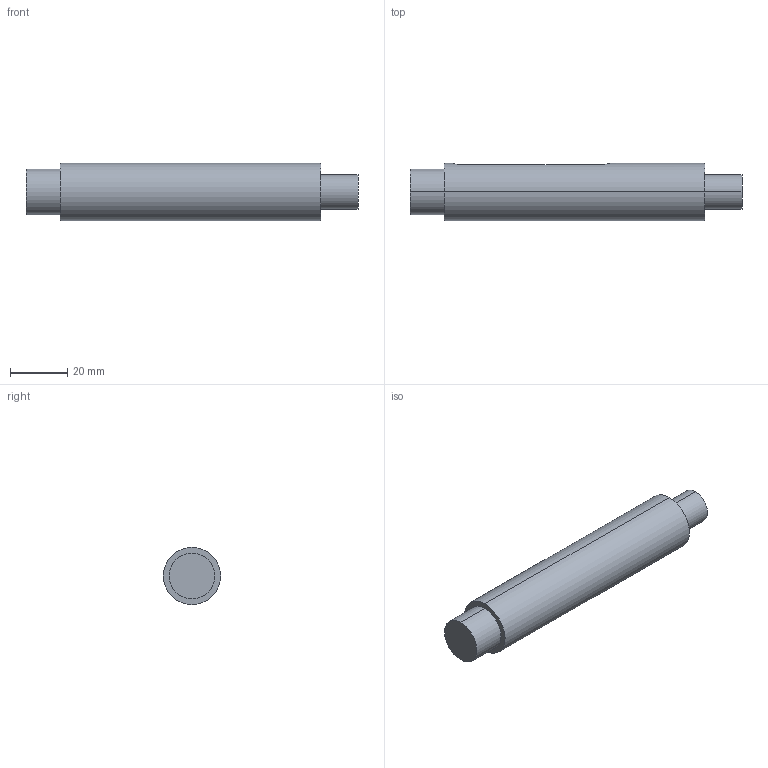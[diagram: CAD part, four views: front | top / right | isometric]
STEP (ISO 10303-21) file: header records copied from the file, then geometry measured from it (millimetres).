
FILE_DESCRIPTION (( 'STEP AP203' ), '1' );
FILE_NAME ('Axe poulie de direction.STEP', '2024-02-12T18:19:21', ( '' ), ( '' ), 'SwSTEP 2.0', 'SolidWorks 2018', '' );
FILE_SCHEMA (( 'CONFIG_CONTROL_DESIGN' ));
Length unit declared in the file: millimetre
Products named in the file (1): Axe poulie de direction
Bounding box: 116.23 x 20 x 20 mm (x, y, z)
Volume: 31623.5 mm3; surface area: 7749.6 mm2
Topology: 1 solids, 1 shells, 15 faces, 30 edges, 20 vertices
Faces by surface type: cylinder 8, plane 7
Entity records: 533 total; most frequent: CARTESIAN_POINT 128, DIRECTION 74, ORIENTED_EDGE 60, EDGE_CURVE 30, AXIS2_PLACEMENT_3D 30, VERTEX_POINT 20, EDGE_LOOP 18, FACE_OUTER_BOUND 15
